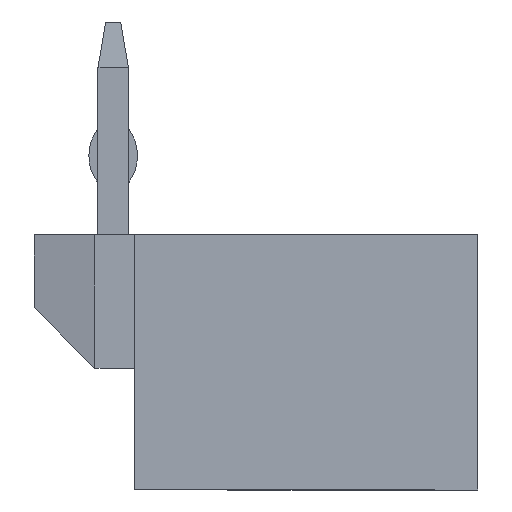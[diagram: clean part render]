
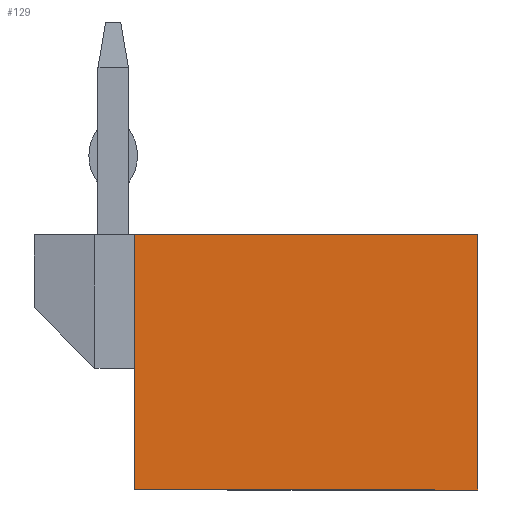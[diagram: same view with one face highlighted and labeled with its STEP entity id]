
A CAD part, left-side view. The second image highlights one B-rep face of the part: STEP entity #129.
In plain terms, the highlighted planar face has unit normal (-1, 0, 0).
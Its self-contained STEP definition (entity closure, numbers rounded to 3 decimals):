
#129=ADVANCED_FACE('',(#557),#351,.T.);
#351=PLANE('',#4156);
#557=FACE_OUTER_BOUND('',#777,.T.);
#777=EDGE_LOOP('',(#1166,#1167,#1168,#1169));
#1166=ORIENTED_EDGE('',*,*,#2648,.F.);
#1167=ORIENTED_EDGE('',*,*,#2649,.T.);
#1168=ORIENTED_EDGE('',*,*,#2650,.T.);
#1169=ORIENTED_EDGE('',*,*,#2651,.F.);
#2268=VERTEX_POINT('',#5782);
#2269=VERTEX_POINT('',#5783);
#2270=VERTEX_POINT('',#5785);
#2271=VERTEX_POINT('',#5787);
#2648=EDGE_CURVE('',#2268,#2269,#3218,.T.);
#2649=EDGE_CURVE('',#2268,#2270,#3219,.T.);
#2650=EDGE_CURVE('',#2270,#2271,#3220,.T.);
#2651=EDGE_CURVE('',#2269,#2271,#3221,.T.);
#3218=LINE('',#5781,#3756);
#3219=LINE('',#5784,#3757);
#3220=LINE('',#5786,#3758);
#3221=LINE('',#5788,#3759);
#3756=VECTOR('',#4617,1.);
#3757=VECTOR('',#4618,1.);
#3758=VECTOR('',#4619,1.);
#3759=VECTOR('',#4620,1.);
#4156=AXIS2_PLACEMENT_3D('',#5789,#4621,#4622);
#4617=DIRECTION('',(0.,-1.,0.));
#4618=DIRECTION('',(0.,0.,-1.));
#4619=DIRECTION('',(0.,-1.,0.));
#4620=DIRECTION('',(0.,0.,-1.));
#4621=DIRECTION('',(-1.,0.,0.));
#4622=DIRECTION('',(0.,0.,1.));
#5781=CARTESIAN_POINT('',(-7.,9.1,4.6));
#5782=CARTESIAN_POINT('',(-7.,7.45,4.6));
#5783=CARTESIAN_POINT('',(-7.,1.8,4.6));
#5784=CARTESIAN_POINT('',(-7.,7.45,2.4));
#5785=CARTESIAN_POINT('',(-7.,7.45,0.4));
#5786=CARTESIAN_POINT('',(-7.,9.1,0.4));
#5787=CARTESIAN_POINT('',(-7.,1.8,0.4));
#5788=CARTESIAN_POINT('',(-7.,1.8,4.6));
#5789=CARTESIAN_POINT('',(-7.,9.1,4.6));
